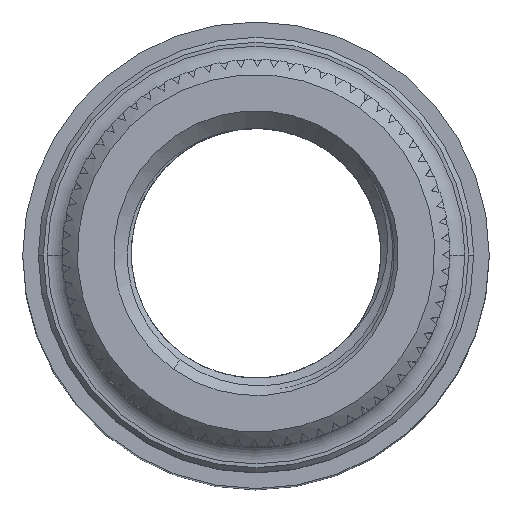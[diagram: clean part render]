
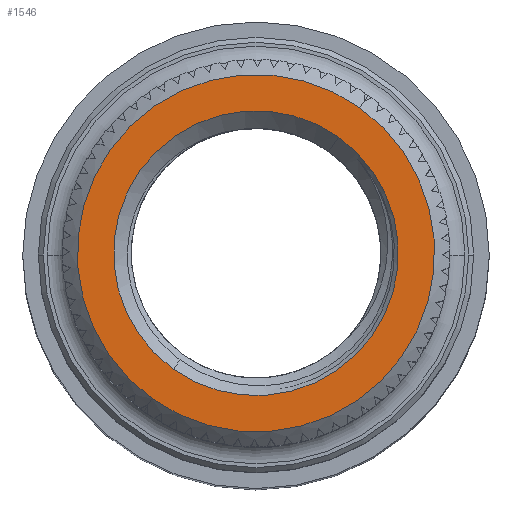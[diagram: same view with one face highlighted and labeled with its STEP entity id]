
A CAD part, top view. The second image highlights one B-rep face of the part: STEP entity #1546.
In plain terms, the highlighted planar face has unit normal (0, 0, 1).
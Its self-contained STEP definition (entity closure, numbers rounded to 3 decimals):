
#276 = FACE_BOUND ( 'NONE', #7447, .T. ) ;
#603 = VERTEX_POINT ( 'NONE', #5090 ) ;
#1534 = AXIS2_PLACEMENT_3D ( 'NONE', #3879, #4055, #8141 ) ;
#1546 = ADVANCED_FACE ( 'NONE', ( #1813, #276 ), #10200, .T. ) ;
#1728 = ORIENTED_EDGE ( 'NONE', *, *, #8610, .T. ) ;
#1764 = CIRCLE ( 'NONE', #7509, 3.55 ) ;
#1813 = FACE_OUTER_BOUND ( 'NONE', #9144, .T. ) ;
#2361 = CARTESIAN_POINT ( 'NONE',  ( 0., 0., 30.25 ) ) ;
#3106 = DIRECTION ( 'NONE',  ( 0., 0., 1. ) ) ;
#3142 = CARTESIAN_POINT ( 'NONE',  ( 1.641, 2.305, 30.25 ) ) ;
#3379 = CARTESIAN_POINT ( 'NONE',  ( -1.641, -2.305, 30.25 ) ) ;
#3879 = CARTESIAN_POINT ( 'NONE',  ( 0., 0., 30.25 ) ) ;
#3891 = EDGE_CURVE ( 'NONE', #10378, #3938, #5835, .T. ) ;
#3938 = VERTEX_POINT ( 'NONE', #3142 ) ;
#4031 = CARTESIAN_POINT ( 'NONE',  ( 2.059, 2.892, 30.25 ) ) ;
#4055 = DIRECTION ( 'NONE',  ( 0., 0., -1. ) ) ;
#4571 = AXIS2_PLACEMENT_3D ( 'NONE', #5331, #6001, #7700 ) ;
#4967 = AXIS2_PLACEMENT_3D ( 'NONE', #9697, #8813, #9922 ) ;
#5090 = CARTESIAN_POINT ( 'NONE',  ( -2.059, -2.892, 30.25 ) ) ;
#5331 = CARTESIAN_POINT ( 'NONE',  ( 2.233, 3.136, 30.25 ) ) ;
#5461 = VERTEX_POINT ( 'NONE', #4031 ) ;
#5835 = CIRCLE ( 'NONE', #4967, 2.83 ) ;
#6001 = DIRECTION ( 'NONE',  ( 0., 0., 1. ) ) ;
#6388 = DIRECTION ( 'NONE',  ( -0.58, -0.815, 0. ) ) ;
#6653 = CARTESIAN_POINT ( 'NONE',  ( 0., 0., 30.25 ) ) ;
#6765 = EDGE_CURVE ( 'NONE', #5461, #603, #1764, .T. ) ;
#7447 = EDGE_LOOP ( 'NONE', ( #9706, #1728 ) ) ;
#7509 = AXIS2_PLACEMENT_3D ( 'NONE', #2361, #3106, #6388 ) ;
#7700 = DIRECTION ( 'NONE',  ( -0.58, -0.815, 0. ) ) ;
#7980 = CIRCLE ( 'NONE', #9904, 3.55 ) ;
#8141 = DIRECTION ( 'NONE',  ( 0.58, 0.815, 0. ) ) ;
#8610 = EDGE_CURVE ( 'NONE', #3938, #10378, #9898, .T. ) ;
#8813 = DIRECTION ( 'NONE',  ( 0., 0., -1. ) ) ;
#9095 = ORIENTED_EDGE ( 'NONE', *, *, #6765, .T. ) ;
#9144 = EDGE_LOOP ( 'NONE', ( #9095, #10664 ) ) ;
#9149 = EDGE_CURVE ( 'NONE', #603, #5461, #7980, .T. ) ;
#9697 = CARTESIAN_POINT ( 'NONE',  ( 0., 0., 30.25 ) ) ;
#9706 = ORIENTED_EDGE ( 'NONE', *, *, #3891, .T. ) ;
#9898 = CIRCLE ( 'NONE', #1534, 2.83 ) ;
#9904 = AXIS2_PLACEMENT_3D ( 'NONE', #6653, #9982, #10141 ) ;
#9922 = DIRECTION ( 'NONE',  ( 0.58, 0.815, 0. ) ) ;
#9982 = DIRECTION ( 'NONE',  ( 0., 0., 1. ) ) ;
#10141 = DIRECTION ( 'NONE',  ( -0.58, -0.815, 0. ) ) ;
#10200 = PLANE ( 'NONE',  #4571 ) ;
#10378 = VERTEX_POINT ( 'NONE', #3379 ) ;
#10664 = ORIENTED_EDGE ( 'NONE', *, *, #9149, .T. ) ;
